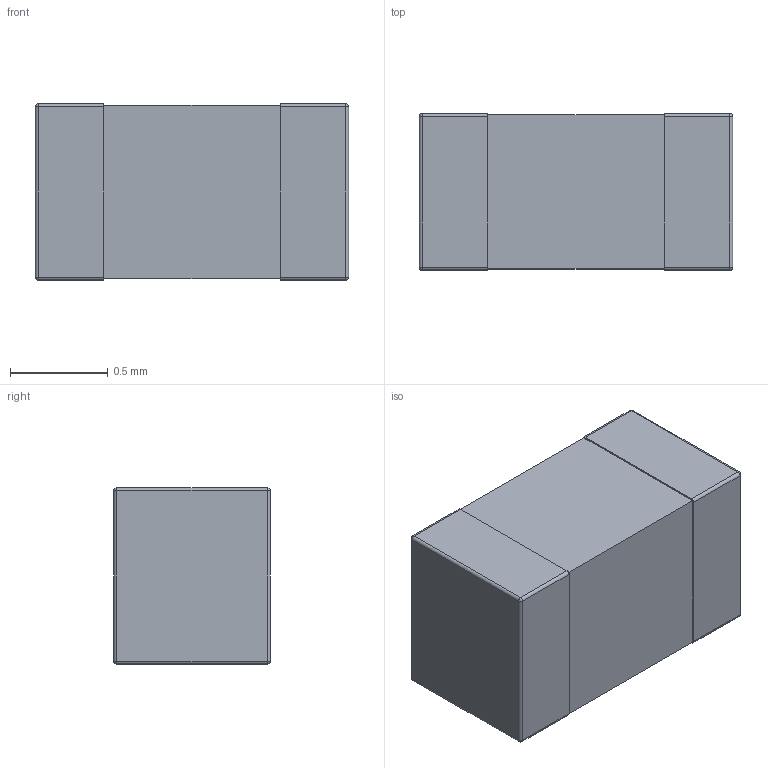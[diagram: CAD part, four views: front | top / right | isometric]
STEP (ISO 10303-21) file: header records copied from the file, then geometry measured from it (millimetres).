
FILE_DESCRIPTION (( 'STEP AP214' ), '1' );
FILE_NAME ('Ñ_0603.STEP', '2023-05-09T11:26:48', ( 'user' ), ( '' ), 'SwSTEP 2.0', 'SolidWorks 2012', '' );
FILE_SCHEMA (( 'AUTOMOTIVE_DESIGN' ));
Length unit declared in the file: millimetre
Products named in the file (1): 娕0603
Bounding box: 1.6 x 0.8 x 0.9 mm (x, y, z)
Volume: 1.1 mm3; surface area: 9.6 mm2
Topology: 3 solids, 3 shells, 42 faces, 92 edges, 48 vertices
Faces by surface type: plane 18, cylinder 16, sphere 8
Entity records: 1582 total; most frequent: DIRECTION 202, CARTESIAN_POINT 175, ORIENTED_EDGE 168, EDGE_CURVE 84, AXIS2_PLACEMENT_3D 75, LINE 52, VECTOR 52, VERTEX_POINT 48
